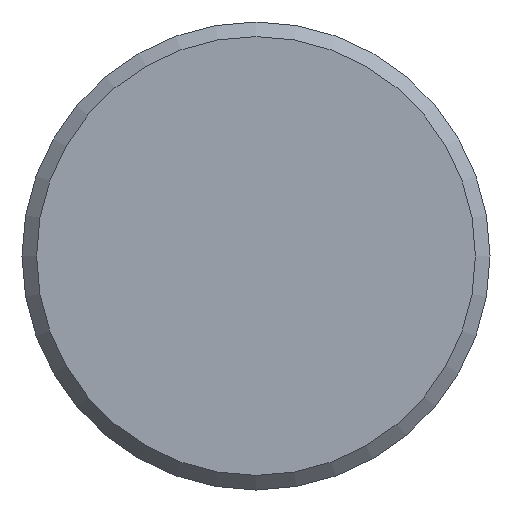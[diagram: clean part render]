
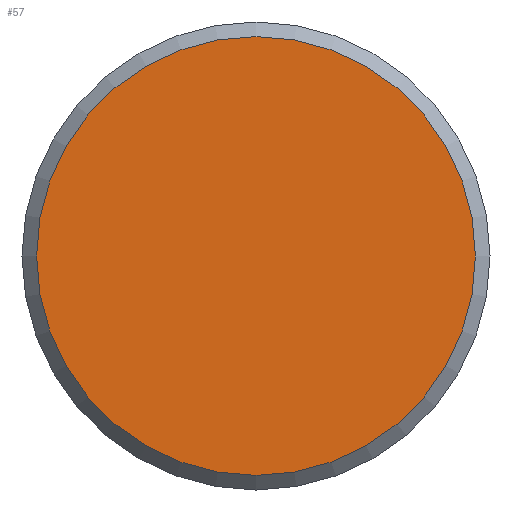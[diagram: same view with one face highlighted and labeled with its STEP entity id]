
A CAD part, left-side view. The second image highlights one B-rep face of the part: STEP entity #57.
In plain terms, the highlighted planar face has unit normal (-1, 0, 0).
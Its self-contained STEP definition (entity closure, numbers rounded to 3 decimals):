
#57 = ADVANCED_FACE( '', ( #137 ), #138, .F. );
#137 = FACE_OUTER_BOUND( '', #242, .T. );
#138 = PLANE( '', #243 );
#242 = EDGE_LOOP( '', ( #346 ) );
#243 = AXIS2_PLACEMENT_3D( '', #347, #348, #349 );
#346 = ORIENTED_EDGE( '', *, *, #619, .F. );
#347 = CARTESIAN_POINT( '', ( 0., 0., 0. ) );
#348 = DIRECTION( '', ( 1., 0., 0. ) );
#349 = DIRECTION( '', ( 0., 0., -1. ) );
#619 = EDGE_CURVE( '', #730, #730, #731, .T. );
#730 = VERTEX_POINT( '', #891 );
#731 = CIRCLE( '', #892, 1.875 );
#891 = CARTESIAN_POINT( '', ( 0., 0., -1.875 ) );
#892 = AXIS2_PLACEMENT_3D( '', #1098, #1099, #1100 );
#1098 = CARTESIAN_POINT( '', ( 0., 0., 0. ) );
#1099 = DIRECTION( '', ( 1., 0., 0. ) );
#1100 = DIRECTION( '', ( 0., 0., -1. ) );
